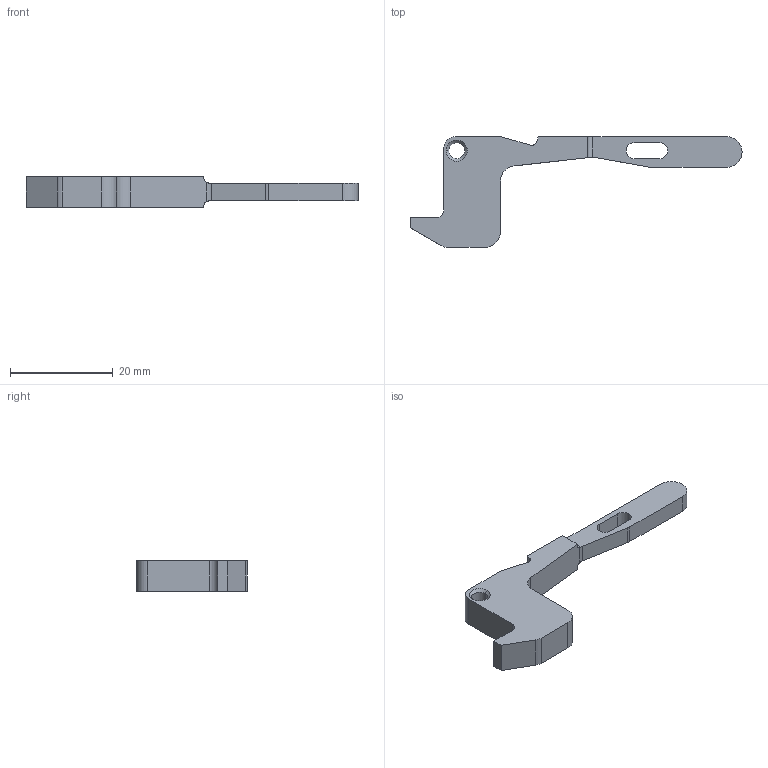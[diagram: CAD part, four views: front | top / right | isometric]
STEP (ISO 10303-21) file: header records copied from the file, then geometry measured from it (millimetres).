
FILE_DESCRIPTION (( 'STEP AP203' ), '1' );
FILE_NAME ('GUS-P1311_LOQUET_07012022.STEP', '2022-01-07T08:04:49', ( '' ), ( '' ), 'SwSTEP 2.0', 'SolidWorks 2020', '' );
FILE_SCHEMA (( 'CONFIG_CONTROL_DESIGN' ));
Length unit declared in the file: millimetre
Products named in the file (1): GUS-P1311_LOQUET_07012022
Bounding box: 64.6 x 21.56 x 6 mm (x, y, z)
Volume: 2489.2 mm3; surface area: 1905.4 mm2
Topology: 1 solids, 1 shells, 42 faces, 116 edges, 76 vertices
Faces by surface type: plane 21, cylinder 17, cone 4
Entity records: 1431 total; most frequent: CARTESIAN_POINT 247, DIRECTION 234, ORIENTED_EDGE 232, EDGE_CURVE 116, AXIS2_PLACEMENT_3D 79, VECTOR 76, VERTEX_POINT 76, LINE 76
